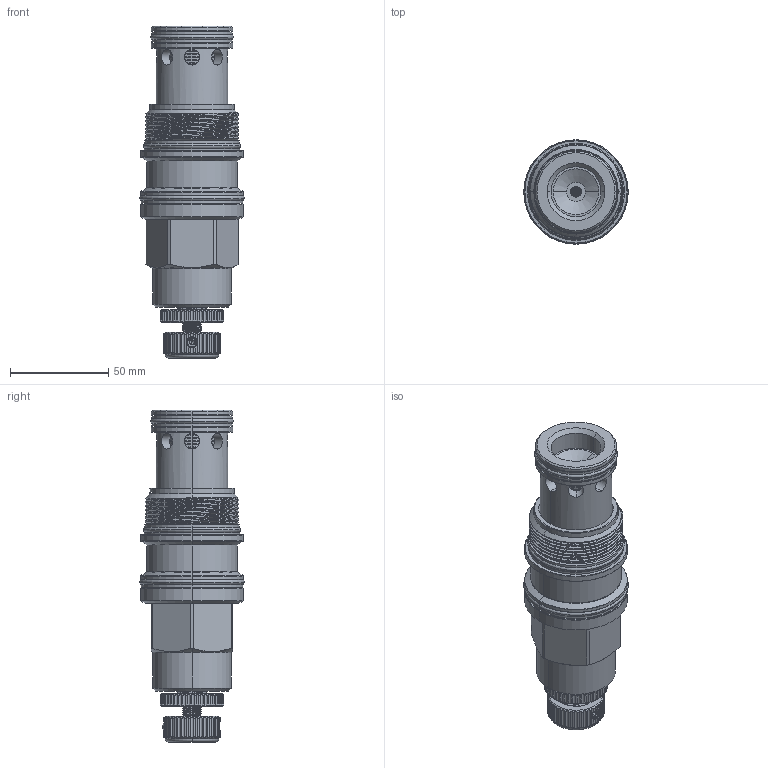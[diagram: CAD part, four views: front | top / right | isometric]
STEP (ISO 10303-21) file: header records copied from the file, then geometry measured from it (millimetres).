
FILE_DESCRIPTION (( 'STEP AP203' ), '1' );
FILE_NAME ('SP19A30-K.STEP', '2020-03-25T01:51:40', ( '' ), ( '' ), 'SwSTEP 2.0', 'SolidWorks 2018', '' );
FILE_SCHEMA (( 'CONFIG_CONTROL_DESIGN' ));
Products named in the file (1): SP19A30-K
Bounding box: 53.11 x 53.11 x 168.86 mm (x, y, z)
Volume: 216399.2 mm3; surface area: 44420.9 mm2
Topology: 14 solids, 14 shells, 1457 faces, 4096 edges, 2571 vertices
Faces by surface type: cylinder 946, plane 224, torus 116, cone 103, bspline 60, sphere 8
Entity records: 104568 total; most frequent: CARTESIAN_POINT 69469, ORIENTED_EDGE 8128, DIRECTION 6053, EDGE_CURVE 4064, VERTEX_POINT 2565, AXIS2_PLACEMENT_3D 2384, EDGE_LOOP 1885, B_SPLINE_CURVE_WITH_KNOTS 1601
